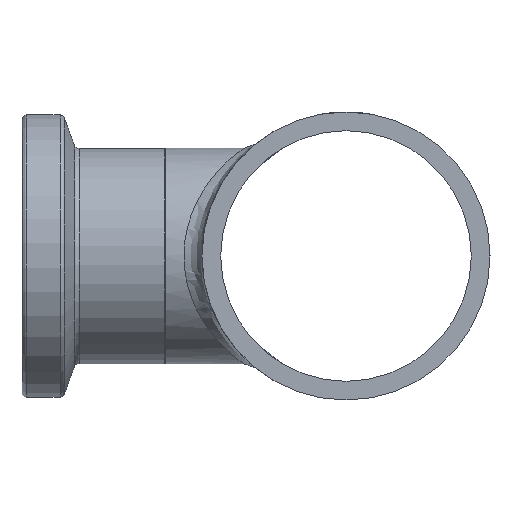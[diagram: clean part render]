
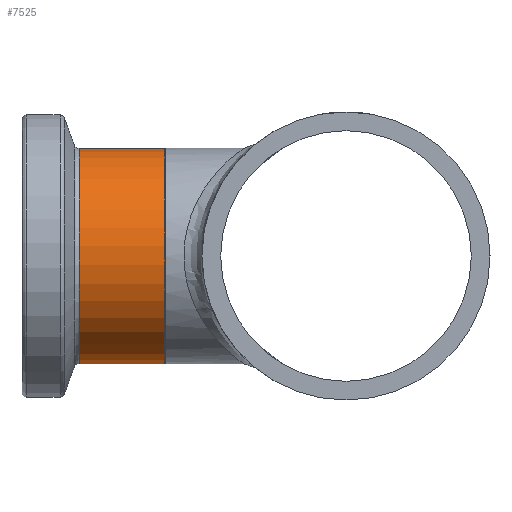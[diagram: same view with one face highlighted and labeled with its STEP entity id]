
A CAD part, left-side view. The second image highlights one B-rep face of the part: STEP entity #7525.
In plain terms, the highlighted cylindrical face has radius 9.525 mm (diameter 19.05 mm), a full revolution.
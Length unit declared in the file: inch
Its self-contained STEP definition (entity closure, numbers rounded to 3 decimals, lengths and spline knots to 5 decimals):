
#145=FACE_BOUND('',#1390,.T.);
#933=FACE_OUTER_BOUND('',#1389,.T.);
#1389=EDGE_LOOP('',(#6994));
#1390=EDGE_LOOP('',(#6995));
#2617=CIRCLE('',#7986,0.375);
#2619=CIRCLE('',#7989,0.375);
#3707=VERTEX_POINT('',#16262);
#3709=VERTEX_POINT('',#16267);
#4811=EDGE_CURVE('',#3707,#3707,#2617,.T.);
#4813=EDGE_CURVE('',#3709,#3709,#2619,.T.);
#6994=ORIENTED_EDGE('',*,*,#4813,.F.);
#6995=ORIENTED_EDGE('',*,*,#4811,.F.);
#7077=CYLINDRICAL_SURFACE('',#7988,0.375);
#7525=ADVANCED_FACE('',(#933,#145),#7077,.T.);
#7986=AXIS2_PLACEMENT_3D('',#16263,#9430,#9431);
#7988=AXIS2_PLACEMENT_3D('',#16266,#9434,#9435);
#7989=AXIS2_PLACEMENT_3D('',#16268,#9436,#9437);
#9430=DIRECTION('center_axis',(0.,-1.,0.));
#9431=DIRECTION('ref_axis',(-0.708,0.,-0.706));
#9434=DIRECTION('center_axis',(0.,-1.,0.));
#9435=DIRECTION('ref_axis',(0.708,0.,0.706));
#9436=DIRECTION('center_axis',(0.,1.,0.));
#9437=DIRECTION('ref_axis',(-0.708,0.,-0.706));
#16262=CARTESIAN_POINT('',(0.26564,0.63,0.26469));
#16263=CARTESIAN_POINT('Origin',(0.,0.63,
0.));
#16266=CARTESIAN_POINT('Origin',(0.,0.78221,
0.));
#16267=CARTESIAN_POINT('',(0.26564,0.92541,0.26469));
#16268=CARTESIAN_POINT('Origin',(0.,0.92541,
0.));
